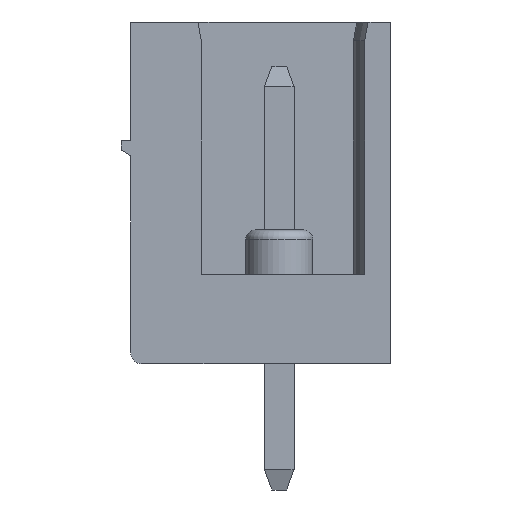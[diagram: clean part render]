
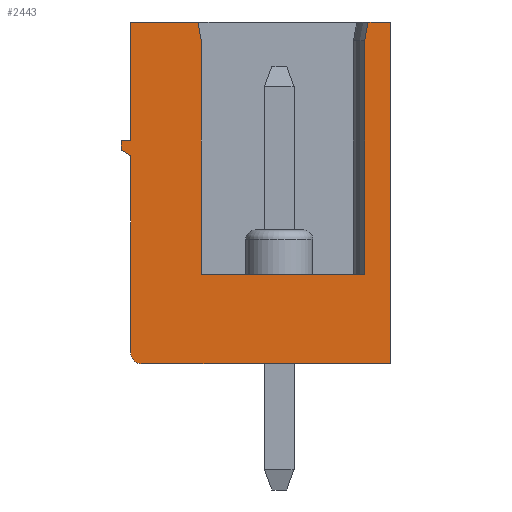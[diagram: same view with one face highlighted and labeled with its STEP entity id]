
A CAD part, left-side view. The second image highlights one B-rep face of the part: STEP entity #2443.
In plain terms, the highlighted planar face has unit normal (-1, 0, 0).
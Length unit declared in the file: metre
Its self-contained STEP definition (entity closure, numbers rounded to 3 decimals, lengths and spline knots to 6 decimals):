
#2443=ADVANCED_FACE('',(#4938),#4939,.F.);
#4938=FACE_OUTER_BOUND('',#7424,.T.);
#4939=PLANE('',#7425);
#7424=EDGE_LOOP('',(#14759,#14760,#14761,#14762,#14763,#14764,#14765,#14766,#14767,#14768,#14769,#14770,#14771,#14772,#14773));
#7425=AXIS2_PLACEMENT_3D('',#14774,#14775,#14776);
#14759=ORIENTED_EDGE('',*,*,#14815,.T.);
#14760=ORIENTED_EDGE('',*,*,#15176,.F.);
#14761=ORIENTED_EDGE('',*,*,#15086,.F.);
#14762=ORIENTED_EDGE('',*,*,#14858,.F.);
#14763=ORIENTED_EDGE('',*,*,#17640,.T.);
#14764=ORIENTED_EDGE('',*,*,#17585,.T.);
#14765=ORIENTED_EDGE('',*,*,#17559,.F.);
#14766=ORIENTED_EDGE('',*,*,#17522,.T.);
#14767=ORIENTED_EDGE('',*,*,#17619,.F.);
#14768=ORIENTED_EDGE('',*,*,#14847,.F.);
#14769=ORIENTED_EDGE('',*,*,#14795,.F.);
#14770=ORIENTED_EDGE('',*,*,#14799,.F.);
#14771=ORIENTED_EDGE('',*,*,#14803,.F.);
#14772=ORIENTED_EDGE('',*,*,#14807,.F.);
#14773=ORIENTED_EDGE('',*,*,#14811,.F.);
#14774=CARTESIAN_POINT('',(-1.086627,0.01086,0.000933));
#14775=DIRECTION('',(1.0,0.0,0.0));
#14776=DIRECTION('',(0.0,1.0,-0.0));
#14795=EDGE_CURVE('',#17674,#17670,#17676,.T.);
#14799=EDGE_CURVE('',#17680,#17674,#17682,.T.);
#14803=EDGE_CURVE('',#17686,#17680,#17688,.T.);
#14807=EDGE_CURVE('',#17692,#17686,#17694,.T.);
#14811=EDGE_CURVE('',#17698,#17692,#17700,.T.);
#14815=EDGE_CURVE('',#17698,#17704,#17706,.F.);
#14847=EDGE_CURVE('',#17670,#17768,#17769,.T.);
#14858=EDGE_CURVE('',#17787,#17737,#17789,.T.);
#15086=EDGE_CURVE('',#17737,#18243,#18244,.T.);
#15176=EDGE_CURVE('',#18243,#17704,#18397,.T.);
#17522=EDGE_CURVE('',#21667,#21668,#21669,.T.);
#17559=EDGE_CURVE('',#21667,#21719,#21720,.T.);
#17585=EDGE_CURVE('',#21756,#21719,#21757,.T.);
#17619=EDGE_CURVE('',#17768,#21668,#21800,.T.);
#17640=EDGE_CURVE('',#17787,#21756,#21822,.T.);
#17670=VERTEX_POINT('',#21863);
#17674=VERTEX_POINT('',#21869);
#17676=LINE('',#21872,#21873);
#17680=VERTEX_POINT('',#21878);
#17682=LINE('',#21881,#21882);
#17686=VERTEX_POINT('',#21887);
#17688=LINE('',#21890,#21891);
#17692=VERTEX_POINT('',#21896);
#17694=LINE('',#21899,#21900);
#17698=VERTEX_POINT('',#21905);
#17700=LINE('',#21908,#21909);
#17704=VERTEX_POINT('',#21913);
#17706=CIRCLE('',#21916,0.0003);
#17737=VERTEX_POINT('',#21960);
#17768=VERTEX_POINT('',#22006);
#17769=LINE('',#22007,#22008);
#17787=VERTEX_POINT('',#22034);
#17789=LINE('',#22037,#22038);
#18243=VERTEX_POINT('',#22699);
#18244=LINE('',#22700,#22701);
#18397=LINE('',#22940,#22941);
#21667=VERTEX_POINT('',#27786);
#21668=VERTEX_POINT('',#27787);
#21669=LINE('',#27788,#27789);
#21719=VERTEX_POINT('',#27863);
#21720=LINE('',#27864,#27865);
#21756=VERTEX_POINT('',#27918);
#21757=LINE('',#27919,#27920);
#21800=LINE('',#27984,#27985);
#21822=LINE('',#28014,#28015);
#21863=CARTESIAN_POINT('',(-1.086627,0.01086,0.000933));
#21869=CARTESIAN_POINT('',(-1.086627,0.01086,-0.002267));
#21872=CARTESIAN_POINT('',(-1.086627,0.01086,0.000933));
#21873=VECTOR('',#28034,1.0);
#21878=CARTESIAN_POINT('',(-1.086627,0.01111,-0.002267));
#21881=CARTESIAN_POINT('',(-1.086627,0.01086,-0.002267));
#21882=VECTOR('',#28037,1.0);
#21887=CARTESIAN_POINT('',(-1.086627,0.01111,-0.002517));
#21890=CARTESIAN_POINT('',(-1.086627,0.01111,-0.002267));
#21891=VECTOR('',#28040,1.0);
#21896=CARTESIAN_POINT('',(-1.086627,0.01086,-0.002667));
#21899=CARTESIAN_POINT('',(-1.086627,0.01111,-0.002517));
#21900=VECTOR('',#28043,1.0);
#21905=CARTESIAN_POINT('',(-1.086627,0.01086,-0.007967));
#21908=CARTESIAN_POINT('',(-1.086627,0.01086,-0.002667));
#21909=VECTOR('',#28046,1.0);
#21913=CARTESIAN_POINT('',(-1.086627,0.01056,-0.008267));
#21916=AXIS2_PLACEMENT_3D('',#28051,#28052,#28053);
#21960=CARTESIAN_POINT('',(-1.086627,0.00386,0.000933));
#22006=CARTESIAN_POINT('',(-1.086627,0.009048,0.000933));
#22007=CARTESIAN_POINT('',(-1.086627,0.00386,0.000933));
#22008=VECTOR('',#28088,1.0);
#22034=CARTESIAN_POINT('',(-1.086627,0.004471,0.000933));
#22037=CARTESIAN_POINT('',(-1.086627,0.00386,0.000933));
#22038=VECTOR('',#28101,1.0);
#22699=CARTESIAN_POINT('',(-1.086627,0.00386,-0.008267));
#22700=CARTESIAN_POINT('',(-1.086627,0.00386,-0.008267));
#22701=VECTOR('',#28366,1.0);
#22940=CARTESIAN_POINT('',(-1.086627,0.01056,-0.008267));
#22941=VECTOR('',#28459,1.0);
#27786=CARTESIAN_POINT('',(-1.086627,0.00896,-0.005867));
#27787=CARTESIAN_POINT('',(-1.086627,0.00896,0.000433));
#27788=CARTESIAN_POINT('',(-1.086627,0.00896,-0.005567));
#27789=VECTOR('',#30167,1.0);
#27863=CARTESIAN_POINT('',(-1.086627,0.00456,-0.005867));
#27864=CARTESIAN_POINT('',(-1.086627,0.00386,-0.005867));
#27865=VECTOR('',#30195,1.0);
#27918=CARTESIAN_POINT('',(-1.086627,0.00456,0.000433));
#27919=CARTESIAN_POINT('',(-1.086627,0.00456,-0.005567));
#27920=VECTOR('',#30219,1.0);
#27984=CARTESIAN_POINT('',(-1.086627,0.009048,0.000933));
#27985=VECTOR('',#30241,1.0);
#28014=CARTESIAN_POINT('',(-1.086627,0.005565,-0.005267));
#28015=VECTOR('',#30252,1.0);
#28034=DIRECTION('',(0.0,0.,1.0));
#28037=DIRECTION('',(0.0,-1.0,0.));
#28040=DIRECTION('',(0.0,0.,1.0));
#28043=DIRECTION('',(0.0,0.857,0.514));
#28046=DIRECTION('',(0.0,0.,1.0));
#28051=CARTESIAN_POINT('',(-1.086627,0.01056,-0.007967));
#28052=DIRECTION('',(1.0,0.0,0.0));
#28053=DIRECTION('',(0.0,0.0,-1.0));
#28088=DIRECTION('',(0.0,-1.0,0.));
#28101=DIRECTION('',(0.0,-1.0,0.));
#28366=DIRECTION('',(0.0,0.,-1.0));
#28459=DIRECTION('',(0.0,1.0,0.));
#30167=DIRECTION('',(0.0,0.,1.0));
#30195=DIRECTION('',(0.0,-1.0,0.));
#30219=DIRECTION('',(0.0,0.,-1.0));
#30241=DIRECTION('',(0.0,-0.174,-0.985));
#30252=DIRECTION('',(0.0,0.174,-0.985));
